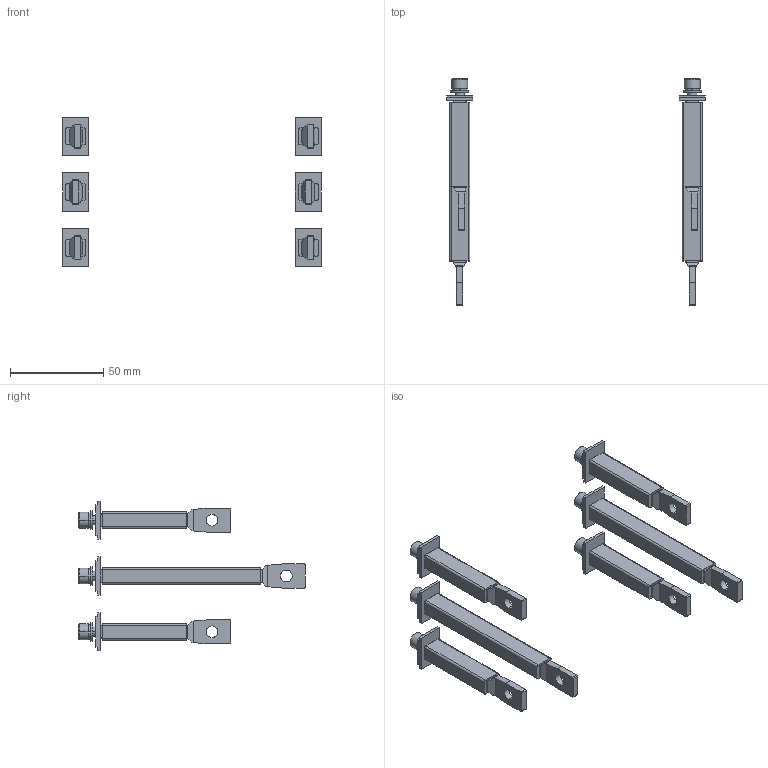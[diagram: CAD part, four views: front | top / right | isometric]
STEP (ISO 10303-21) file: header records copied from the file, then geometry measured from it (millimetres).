
FILE_DESCRIPTION((''),'2;1');
FILE_NAME('TCV21-M8_3P_ASM','2021-09-08T08:29:47',('zhxmin'),(''),'CREO PARAMETRIC BY PTC INC, 2018020','CREO PARAMETRIC BY PTC INC, 2018020','');
FILE_SCHEMA(('CONFIG_CONTROL_DESIGN','SHAPE_APPEARANCE_LAYERS_GROUPS'));
Length unit declared in the file: metre
Products named in the file (50): 8-561-019-2_QUILT_1-147720_1; 8-775-107-2-147810_1; 8-950-169-148056_1; M5X20_GB70_SOLID_1-148267_1; M5X20_GB70_QUILT_1-148806_1; D5_GB93-148884_1; D5_GB97_1-149050_1; 8-561-019-2_QUILT_1-149751_1; 8-775-107-2-149841_1; 8-950-169-150087_1; M5X20_GB70_SOLID_1-150298_1; M5X20_GB70_QUILT_1-150837_1; D5_GB93-150915_1; D5_GB97_1-151081_1; 8-561-019-1_QUILT_1-151782_1; 8-775-107-1-151872_1; 8-950-169-152118_1; M5X20_GB70_SOLID_1-152329_1; M5X20_GB70_QUILT_1-152868_1; D5_GB93-152946_1; D5_GB97_1-153112_1; 8-561-019-2_QUILT_1-153813_1; 8-775-107-2-153903_1; 8-950-169-154149_1; M5X20_GB70_SOLID_1-154360_1; M5X20_GB70_QUILT_1-154899_1; D5_GB93-154977_1; D5_GB97_1-155143_1; 8-561-019-2_QUILT_1-155844_1; 8-775-107-2-155934_1; 8-950-169-156180_1; M5X20_GB70_SOLID_1-156391_1; M5X20_GB70_QUILT_1-156930_1; D5_GB93-157008_1; D5_GB97_1-157174_1; 8-561-019-1_QUILT_1-157875_1; 8-775-107-1-157965_1; 8-950-169-158211_1; M5X20_GB70_QUILT_1-158961_1; D5_GB93-159039_1 ...
Assembly tree (50 placements, depth 4):
  TCV21-M8_3P_ASM
    NM8-100_3P__ASM_1_ASM
      NM8-1000001_ASM_1_ASM
        8-561-019-2_QUILT_1-147720_1
        8-775-107-2-147810_1
        8-950-169-148056_1
        M5X20_GB70_SOLID_1-148267_1
        M5X20_GB70_QUILT_1-148806_1
        D5_GB93-148884_1
        D5_GB97_1-149050_1
        8-561-019-2_QUILT_1-149751_1
        8-775-107-2-149841_1
        8-950-169-150087_1
        M5X20_GB70_SOLID_1-150298_1
        M5X20_GB70_QUILT_1-150837_1
        D5_GB93-150915_1
        D5_GB97_1-151081_1
        8-561-019-1_QUILT_1-151782_1
        8-775-107-1-151872_1
        8-950-169-152118_1
        M5X20_GB70_SOLID_1-152329_1
        M5X20_GB70_QUILT_1-152868_1
        D5_GB93-152946_1
        D5_GB97_1-153112_1
        8-561-019-2_QUILT_1-153813_1
        8-775-107-2-153903_1
        8-950-169-154149_1
        M5X20_GB70_SOLID_1-154360_1  x2
        M5X20_GB70_QUILT_1-154899_1
        D5_GB93-154977_1
        D5_GB97_1-155143_1
        8-561-019-2_QUILT_1-155844_1
        8-775-107-2-155934_1
        8-950-169-156180_1
        M5X20_GB70_SOLID_1-156391_1
        M5X20_GB70_QUILT_1-156930_1
        D5_GB93-157008_1
        D5_GB97_1-157174_1
        8-561-019-1_QUILT_1-157875_1
        8-775-107-1-157965_1
        8-950-169-158211_1
        M5X20_GB70_QUILT_1-158961_1
        D5_GB93-159039_1
        D5_GB97_1-159205_1
        8-561-019-2_SOLID_1-1552-2231_1
        8-561-019-2_SOLID_1-1552-2237_1
        8-561-019-1_SOLID_1-1572-2244_1
        8-561-019-2_SOLID_1-1552-2250_1
        8-561-019-2_SOLID_1-1552-2256_1
        8-561-019-1_SOLID_1-1572-2262_1
Bounding box: 139 x 121.5 x 80.5 mm (x, y, z)
Volume: 46710.4 mm3; surface area: 53215.1 mm2
Topology: 36 solids, 48 shells, 648 faces, 1548 edges, 972 vertices
Faces by surface type: plane 348, cylinder 216, cone 84
Entity records: 21484 total; most frequent: CARTESIAN_POINT 3879, DIRECTION 3382, ORIENTED_EDGE 2896, EDGE_CURVE 1472, AXIS2_PLACEMENT_3D 1258, VERTEX_POINT 947, VECTOR 866, LINE 866
